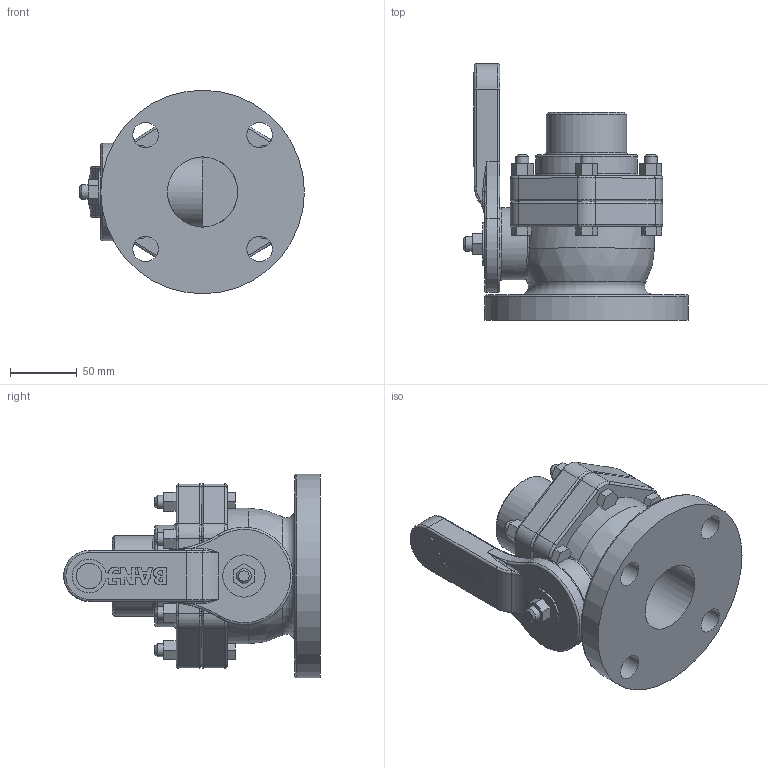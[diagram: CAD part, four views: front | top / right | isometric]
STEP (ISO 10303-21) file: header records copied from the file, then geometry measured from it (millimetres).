
FILE_DESCRIPTION((''),'2;1');
FILE_NAME('banjo valve.stp','2014-08-19T14:19:12',('mrister'),(''),'Autodesk Inventor 2013','Autodesk Inventor 2013','');
FILE_SCHEMA(('AUTOMOTIVE_DESIGN { 1 0 10303 214 1 1 1 1 }'));
Length unit declared in the file: inch
Products named in the file (1): banjo valve
Bounding box: 168.28 x 192.09 x 152.4 mm (x, y, z)
Volume: 1245638.8 mm3; surface area: 159194.1 mm2
Topology: 1 solids, 1 shells, 406 faces, 1046 edges, 656 vertices
Faces by surface type: plane 222, cylinder 90, torus 58, bspline 28, cone 8
Full cylindrical faces by diameter (mm): 9.525 x6, 11.113 x1, 19.05 x5, 31.75 x1, 52.578 x2, 53.975 x1, 60.452 x1, 63.5 x1, 76.2 x1, 152.4 x1
Entity records: 12753 total; most frequent: CARTESIAN_POINT 2820, ORIENTED_EDGE 2004, DIRECTION 1976, EDGE_CURVE 1002, AXIS2_PLACEMENT_3D 673, VERTEX_POINT 651, VECTOR 630, LINE 630
